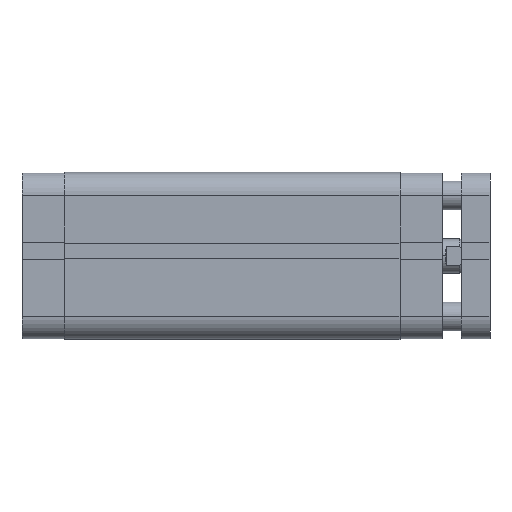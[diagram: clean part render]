
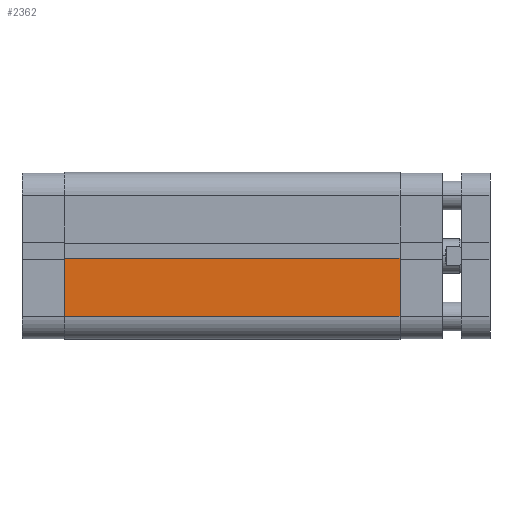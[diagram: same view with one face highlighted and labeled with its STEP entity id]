
A CAD part, top view. The second image highlights one B-rep face of the part: STEP entity #2362.
In plain terms, the highlighted face is planar.
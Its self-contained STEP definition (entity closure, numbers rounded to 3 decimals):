
#753 = AXIS2_PLACEMENT_3D ( 'NONE', #2749, #2752, #2753 ) ;
#1516 = ORIENTED_EDGE ( 'NONE', *, *, #7870, .T. ) ;
#1518 = ORIENTED_EDGE ( 'NONE', *, *, #7931, .T. ) ;
#1559 = EDGE_LOOP ( 'NONE', ( #1872, #1906, #1518, #1516 ) ) ;
#1872 = ORIENTED_EDGE ( 'NONE', *, *, #7874, .F. ) ;
#1906 = ORIENTED_EDGE ( 'NONE', *, *, #7873, .F. ) ;
#2362 = ADVANCED_FACE ( 'NONE', ( #7533 ), #2750, .T. ) ;
#2749 = CARTESIAN_POINT ( 'NONE',  ( 29., -63.941, 116.5 ) ) ;
#2750 = PLANE ( 'NONE',  #753 ) ;
#2752 = DIRECTION ( 'NONE',  ( 1., 0., 0. ) ) ;
#2753 = DIRECTION ( 'NONE',  ( 0., 1., 0. ) ) ;
#3058 = CARTESIAN_POINT ( 'NONE',  ( 29., 0.85, 0. ) ) ;
#3059 = CARTESIAN_POINT ( 'NONE',  ( 29., 0.85, 116.5 ) ) ;
#3060 = CARTESIAN_POINT ( 'NONE',  ( 29., 21., 0. ) ) ;
#3061 = CARTESIAN_POINT ( 'NONE',  ( 29., 21., 116.5 ) ) ;
#3352 = CARTESIAN_POINT ( 'NONE',  ( 29., 0.85, 116.5 ) ) ;
#3353 = DIRECTION ( 'NONE',  ( 0., 0., -1. ) ) ;
#3354 = CARTESIAN_POINT ( 'NONE',  ( 29., 21., 116.5 ) ) ;
#3358 = CARTESIAN_POINT ( 'NONE',  ( 29., -63.941, 0. ) ) ;
#3360 = DIRECTION ( 'NONE',  ( 0., 0., -1. ) ) ;
#3362 = DIRECTION ( 'NONE',  ( 0., -1., 0. ) ) ;
#3497 = CARTESIAN_POINT ( 'NONE',  ( 29., -63.941, 116.5 ) ) ;
#3498 = DIRECTION ( 'NONE',  ( 0., -1., 0. ) ) ;
#3886 = VERTEX_POINT ( 'NONE', #3058 ) ;
#3887 = VERTEX_POINT ( 'NONE', #3059 ) ;
#3888 = VERTEX_POINT ( 'NONE', #3060 ) ;
#3889 = VERTEX_POINT ( 'NONE', #3061 ) ;
#7533 = FACE_OUTER_BOUND ( 'NONE', #1559, .T. ) ;
#7620 = VECTOR ( 'NONE', #3353, 1000. ) ;
#7621 = LINE ( 'NONE', #3352, #7620 ) ;
#7633 = LINE ( 'NONE', #3354, #7643 ) ;
#7636 = LINE ( 'NONE', #3358, #7645 ) ;
#7643 = VECTOR ( 'NONE', #3360, 1000. ) ;
#7645 = VECTOR ( 'NONE', #3362, 1000. ) ;
#7734 = LINE ( 'NONE', #3497, #7735 ) ;
#7735 = VECTOR ( 'NONE', #3498, 1000. ) ;
#7870 = EDGE_CURVE ( 'NONE', #3887, #3886, #7621, .T. ) ;
#7873 = EDGE_CURVE ( 'NONE', #3889, #3888, #7633, .T. ) ;
#7874 = EDGE_CURVE ( 'NONE', #3888, #3886, #7636, .T. ) ;
#7931 = EDGE_CURVE ( 'NONE', #3889, #3887, #7734, .T. ) ;
